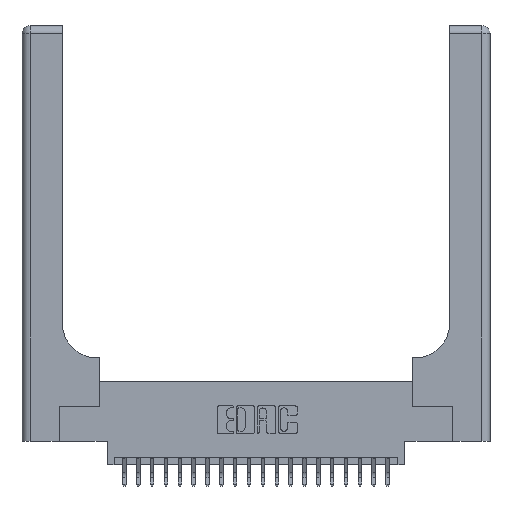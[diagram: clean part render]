
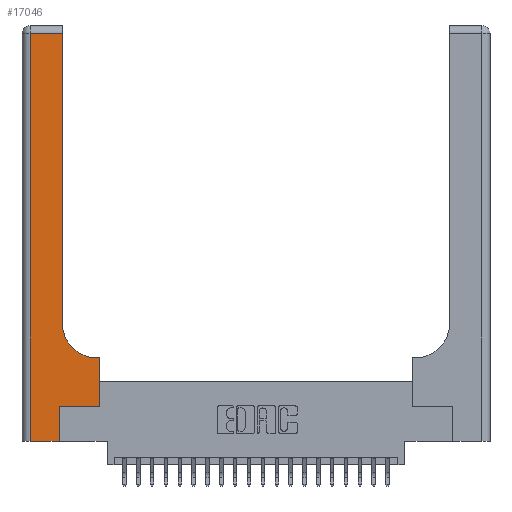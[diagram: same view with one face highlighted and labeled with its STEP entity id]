
A CAD part, top view. The second image highlights one B-rep face of the part: STEP entity #17046.
In plain terms, the highlighted planar face has unit normal (0, 0, 1).
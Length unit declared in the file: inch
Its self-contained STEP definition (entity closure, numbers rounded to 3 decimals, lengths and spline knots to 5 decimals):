
#144 = EDGE_CURVE ( 'NONE', #16621, #5044, #7076, .T. ) ;
#220 = VERTEX_POINT ( 'NONE', #11135 ) ;
#391 = DIRECTION ( 'NONE',  ( 1., 0., 0. ) ) ;
#502 = CARTESIAN_POINT ( 'NONE',  ( 0., 0., 0.37 ) ) ;
#545 = VECTOR ( 'NONE', #10141, 39.37008 ) ;
#627 = DIRECTION ( 'NONE',  ( 0., 0., -1. ) ) ;
#1180 = ORIENTED_EDGE ( 'NONE', *, *, #15324, .T. ) ;
#1932 = EDGE_CURVE ( 'NONE', #12112, #220, #14237, .T. ) ;
#1942 = EDGE_LOOP ( 'NONE', ( #17508, #3263, #3857, #18678, #4428, #5010, #9982, #15477, #1180 ) ) ;
#2120 = VECTOR ( 'NONE', #19322, 39.37008 ) ;
#2278 = CARTESIAN_POINT ( 'NONE',  ( 0.06, 2.94, 0.37 ) ) ;
#3263 = ORIENTED_EDGE ( 'NONE', *, *, #11162, .T. ) ;
#3541 = CARTESIAN_POINT ( 'NONE',  ( 0.5415, 0.6, 0.37 ) ) ;
#3733 = CARTESIAN_POINT ( 'NONE',  ( 0.269, 0.25, 0.37 ) ) ;
#3857 = ORIENTED_EDGE ( 'NONE', *, *, #5030, .T. ) ;
#4338 = VECTOR ( 'NONE', #391, 39.37008 ) ;
#4358 = VECTOR ( 'NONE', #11205, 39.37008 ) ;
#4416 = CARTESIAN_POINT ( 'NONE',  ( 0.06, 3., 0.37 ) ) ;
#4428 = ORIENTED_EDGE ( 'NONE', *, *, #7316, .T. ) ;
#4538 = LINE ( 'NONE', #20692, #10663 ) ;
#5010 = ORIENTED_EDGE ( 'NONE', *, *, #15636, .T. ) ;
#5030 = EDGE_CURVE ( 'NONE', #8301, #12112, #16969, .T. ) ;
#5044 = VERTEX_POINT ( 'NONE', #13688 ) ;
#5174 = AXIS2_PLACEMENT_3D ( 'NONE', #11855, #627, #13720 ) ;
#5240 = CIRCLE ( 'NONE', #22914, 0.25 ) ;
#5255 = VECTOR ( 'NONE', #7450, 39.37008 ) ;
#5538 = CARTESIAN_POINT ( 'NONE',  ( 0.269, 0., 0.37 ) ) ;
#5944 = EDGE_CURVE ( 'NONE', #5044, #12984, #4538, .T. ) ;
#6622 = DIRECTION ( 'NONE',  ( 0., 0., -1. ) ) ;
#6727 = CARTESIAN_POINT ( 'NONE',  ( 0.2915, 0.85, 0.37 ) ) ;
#7076 = LINE ( 'NONE', #13979, #21291 ) ;
#7278 = VERTEX_POINT ( 'NONE', #14646 ) ;
#7316 = EDGE_CURVE ( 'NONE', #220, #14995, #20123, .T. ) ;
#7450 = DIRECTION ( 'NONE',  ( 0., 1., 0. ) ) ;
#8301 = VERTEX_POINT ( 'NONE', #2278 ) ;
#9491 = FACE_OUTER_BOUND ( 'NONE', #1942, .T. ) ;
#9982 = ORIENTED_EDGE ( 'NONE', *, *, #144, .T. ) ;
#10141 = DIRECTION ( 'NONE',  ( 0., 1., 0. ) ) ;
#10663 = VECTOR ( 'NONE', #15166, 39.37008 ) ;
#11135 = CARTESIAN_POINT ( 'NONE',  ( 0.269, 0., 0.37 ) ) ;
#11162 = EDGE_CURVE ( 'NONE', #7278, #8301, #13024, .T. ) ;
#11205 = DIRECTION ( 'NONE',  ( 1., 0., 0. ) ) ;
#11773 = PLANE ( 'NONE',  #5174 ) ;
#11855 = CARTESIAN_POINT ( 'NONE',  ( 0., 3., 0.37 ) ) ;
#12112 = VERTEX_POINT ( 'NONE', #15946 ) ;
#12976 = CARTESIAN_POINT ( 'NONE',  ( 0., 2.94, 0.37 ) ) ;
#12984 = VERTEX_POINT ( 'NONE', #3541 ) ;
#13024 = LINE ( 'NONE', #12976, #17370 ) ;
#13688 = CARTESIAN_POINT ( 'NONE',  ( 0.5585, 0.6, 0.37 ) ) ;
#13720 = DIRECTION ( 'NONE',  ( -1., 0., 0. ) ) ;
#13979 = CARTESIAN_POINT ( 'NONE',  ( 0.5585, 0.25, 0.37 ) ) ;
#14002 = DIRECTION ( 'NONE',  ( 0., 1., 0. ) ) ;
#14237 = LINE ( 'NONE', #502, #4338 ) ;
#14265 = LINE ( 'NONE', #3733, #4358 ) ;
#14618 = EDGE_CURVE ( 'NONE', #19164, #7278, #21577, .T. ) ;
#14646 = CARTESIAN_POINT ( 'NONE',  ( 0.2915, 2.94, 0.37 ) ) ;
#14995 = VERTEX_POINT ( 'NONE', #22279 ) ;
#15166 = DIRECTION ( 'NONE',  ( -1., 0., 0. ) ) ;
#15324 = EDGE_CURVE ( 'NONE', #12984, #19164, #5240, .T. ) ;
#15477 = ORIENTED_EDGE ( 'NONE', *, *, #5944, .T. ) ;
#15636 = EDGE_CURVE ( 'NONE', #14995, #16621, #14265, .T. ) ;
#15946 = CARTESIAN_POINT ( 'NONE',  ( 0.06, 0., 0.37 ) ) ;
#16621 = VERTEX_POINT ( 'NONE', #18094 ) ;
#16969 = LINE ( 'NONE', #4416, #2120 ) ;
#17046 = ADVANCED_FACE ( 'NONE', ( #9491 ), #11773, .F. ) ;
#17370 = VECTOR ( 'NONE', #20387, 39.37008 ) ;
#17502 = CARTESIAN_POINT ( 'NONE',  ( 0.2915, 3., 0.37 ) ) ;
#17508 = ORIENTED_EDGE ( 'NONE', *, *, #14618, .T. ) ;
#17716 = CARTESIAN_POINT ( 'NONE',  ( 0.5415, 0.85, 0.37 ) ) ;
#18094 = CARTESIAN_POINT ( 'NONE',  ( 0.5585, 0.25, 0.37 ) ) ;
#18678 = ORIENTED_EDGE ( 'NONE', *, *, #1932, .T. ) ;
#19164 = VERTEX_POINT ( 'NONE', #6727 ) ;
#19322 = DIRECTION ( 'NONE',  ( 0., -1., 0. ) ) ;
#19630 = DIRECTION ( 'NONE',  ( 1., 0., 0. ) ) ;
#20123 = LINE ( 'NONE', #5538, #5255 ) ;
#20387 = DIRECTION ( 'NONE',  ( -1., 0., 0. ) ) ;
#20692 = CARTESIAN_POINT ( 'NONE',  ( 0.2915, 0.6, 0.37 ) ) ;
#21291 = VECTOR ( 'NONE', #14002, 39.37008 ) ;
#21577 = LINE ( 'NONE', #17502, #545 ) ;
#22279 = CARTESIAN_POINT ( 'NONE',  ( 0.269, 0.25, 0.37 ) ) ;
#22914 = AXIS2_PLACEMENT_3D ( 'NONE', #17716, #6622, #19630 ) ;
